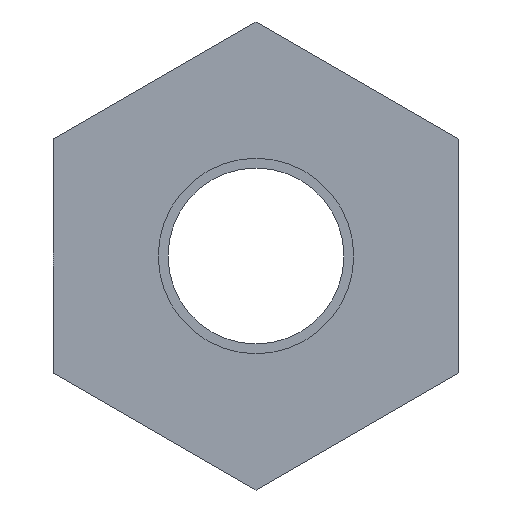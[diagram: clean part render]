
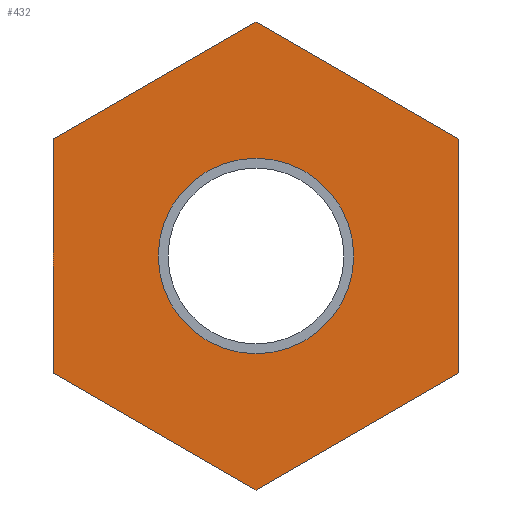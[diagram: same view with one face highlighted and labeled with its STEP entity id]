
A CAD part, left-side view. The second image highlights one B-rep face of the part: STEP entity #432.
In plain terms, the highlighted planar face has unit normal (-1, 0, 0).
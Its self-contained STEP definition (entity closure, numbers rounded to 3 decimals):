
#16=LINE('',#614,#52);
#20=LINE('',#622,#56);
#23=LINE('',#629,#59);
#27=LINE('',#637,#63);
#30=LINE('',#642,#66);
#32=LINE('',#645,#68);
#52=VECTOR('',#495,28.868);
#56=VECTOR('',#501,28.868);
#59=VECTOR('',#506,28.868);
#63=VECTOR('',#512,28.868);
#66=VECTOR('',#517,28.868);
#68=VECTOR('',#521,28.868);
#107=PLANE('',#476);
#129=FACE_BOUND('',#201,.T.);
#157=FACE_OUTER_BOUND('',#200,.T.);
#200=EDGE_LOOP('',(#397,#398,#399,#400,#401,#402));
#201=EDGE_LOOP('',(#403));
#215=CIRCLE('',#475,12.059);
#220=VERTEX_POINT('',#612);
#221=VERTEX_POINT('',#613);
#224=VERTEX_POINT('',#621);
#226=VERTEX_POINT('',#627);
#227=VERTEX_POINT('',#628);
#230=VERTEX_POINT('',#636);
#253=VERTEX_POINT('',#713);
#258=EDGE_CURVE('',#220,#221,#16,.T.);
#262=EDGE_CURVE('',#221,#224,#20,.T.);
#265=EDGE_CURVE('',#226,#227,#23,.T.);
#269=EDGE_CURVE('',#227,#230,#27,.T.);
#272=EDGE_CURVE('',#230,#220,#30,.T.);
#274=EDGE_CURVE('',#224,#226,#32,.T.);
#303=EDGE_CURVE('',#253,#253,#215,.T.);
#397=ORIENTED_EDGE('',*,*,#262,.F.);
#398=ORIENTED_EDGE('',*,*,#258,.F.);
#399=ORIENTED_EDGE('',*,*,#272,.F.);
#400=ORIENTED_EDGE('',*,*,#269,.F.);
#401=ORIENTED_EDGE('',*,*,#265,.F.);
#402=ORIENTED_EDGE('',*,*,#274,.F.);
#403=ORIENTED_EDGE('',*,*,#303,.T.);
#432=ADVANCED_FACE('',(#157,#129),#107,.T.);
#475=AXIS2_PLACEMENT_3D('',#714,#595,#596);
#476=AXIS2_PLACEMENT_3D('',#715,#597,#598);
#495=DIRECTION('',(0.,0.,-1.));
#501=DIRECTION('',(0.,0.866,-0.5));
#506=DIRECTION('',(0.,0.,1.));
#512=DIRECTION('',(0.,-0.866,0.5));
#517=DIRECTION('',(0.,-0.866,-0.5));
#521=DIRECTION('',(0.,0.866,0.5));
#595=DIRECTION('center_axis',(1.,0.,0.));
#596=DIRECTION('ref_axis',(0.,0.,-1.));
#597=DIRECTION('center_axis',(-1.,0.,0.));
#598=DIRECTION('ref_axis',(0.,0.,1.));
#612=CARTESIAN_POINT('',(0.,-25.,14.434));
#613=CARTESIAN_POINT('',(0.,-25.,-14.434));
#614=CARTESIAN_POINT('',(0.,-25.,-7.217));
#621=CARTESIAN_POINT('',(0.,0.,-28.868));
#622=CARTESIAN_POINT('',(0.,-6.25,-25.259));
#627=CARTESIAN_POINT('',(0.,25.,-14.434));
#628=CARTESIAN_POINT('',(0.,25.,14.434));
#629=CARTESIAN_POINT('',(0.,25.,7.217));
#636=CARTESIAN_POINT('',(0.,0.,28.868));
#637=CARTESIAN_POINT('',(0.,6.25,25.259));
#642=CARTESIAN_POINT('',(0.,-18.75,18.042));
#645=CARTESIAN_POINT('',(0.,18.75,-18.042));
#713=CARTESIAN_POINT('',(0.,12.059,0.));
#714=CARTESIAN_POINT('Origin',(0.,0.,0.));
#715=CARTESIAN_POINT('Origin',(0.,25.,0.));
